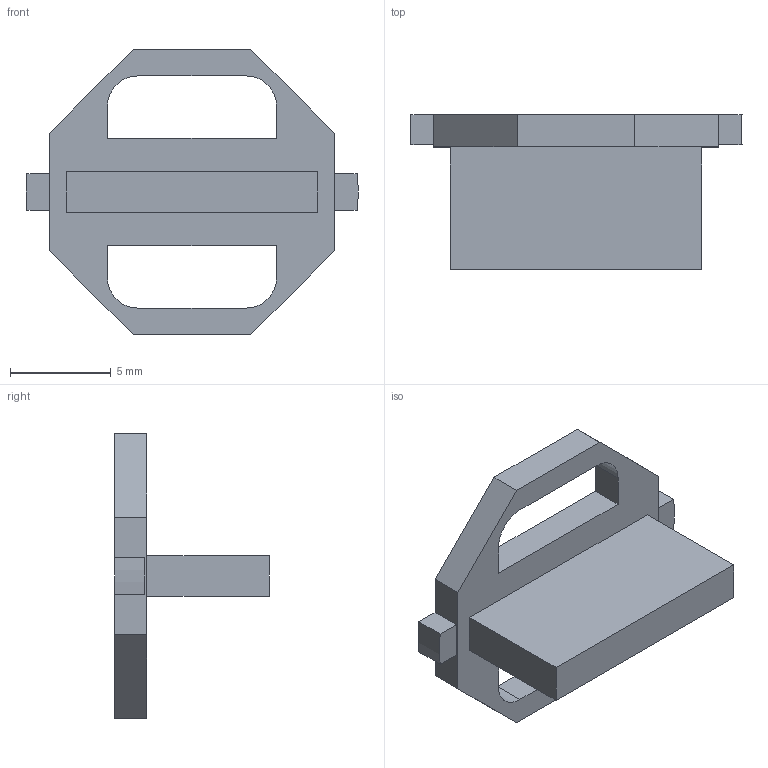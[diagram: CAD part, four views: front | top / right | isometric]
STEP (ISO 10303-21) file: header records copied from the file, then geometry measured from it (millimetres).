
FILE_DESCRIPTION(/* description */ ('Print 1, solid color.'),/* implementation_level */ '2;1');
FILE_NAME(/* name */ 'USB Cap.step',/* time_stamp */ '2025-07-21T13:43:17-07:00',/* author */ (''),/* organization */ (''),/* preprocessor_version */ 'ST-DEVELOPER v20.1',/* originating_system */ 'Autodesk Translation Framework v14.10.0.0',/* authorisation */ '');
FILE_SCHEMA (('AUTOMOTIVE_DESIGN { 1 0 10303 214 3 1 1 }'));
Length unit declared in the file: millimetre
Products named in the file (1): USB Cap
Bounding box: 16.51 x 7.69 x 14.14 mm (x, y, z)
Volume: 343.5 mm3; surface area: 567.6 mm2
Topology: 1 solids, 1 shells, 35 faces, 96 edges, 64 vertices
Faces by surface type: plane 29, cylinder 6
Entity records: 1150 total; most frequent: CARTESIAN_POINT 196, ORIENTED_EDGE 192, DIRECTION 180, EDGE_CURVE 96, LINE 84, VECTOR 84, VERTEX_POINT 64, AXIS2_PLACEMENT_3D 48
